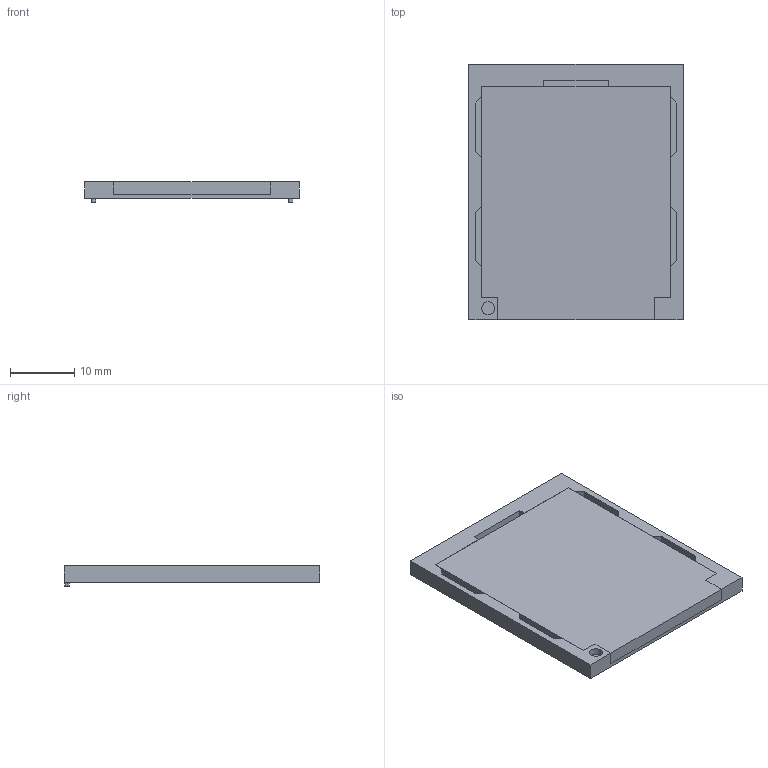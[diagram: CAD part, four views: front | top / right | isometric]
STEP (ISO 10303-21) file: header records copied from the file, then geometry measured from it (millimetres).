
FILE_DESCRIPTION (( 'STEP AP214' ), '1' );
FILE_NAME ('ecran st7735 3d.STEP', '2016-08-07T16:54:30', ( '' ), ( '' ), 'SwSTEP 2.0', 'SolidWorks 2016', '' );
FILE_SCHEMA (( 'AUTOMOTIVE_DESIGN' ));
Length unit declared in the file: millimetre
Products named in the file (3): ecran st7735 3d; suport ecran; lcd
Assembly tree (2 placements, depth 2):
  ecran st7735 3d
    suport ecran
    lcd
Bounding box: 33.34 x 39.66 x 3.2 mm (x, y, z)
Volume: 3347.2 mm3; surface area: 5557.2 mm2
Topology: 2 solids, 2 shells, 53 faces, 138 edges, 92 vertices
Faces by surface type: plane 47, cylinder 6
Entity records: 1714 total; most frequent: CARTESIAN_POINT 288, ORIENTED_EDGE 276, DIRECTION 266, EDGE_CURVE 138, LINE 126, VECTOR 126, VERTEX_POINT 92, AXIS2_PLACEMENT_3D 70
